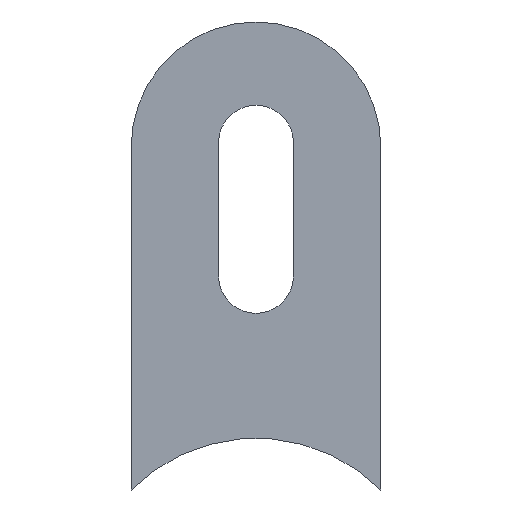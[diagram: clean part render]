
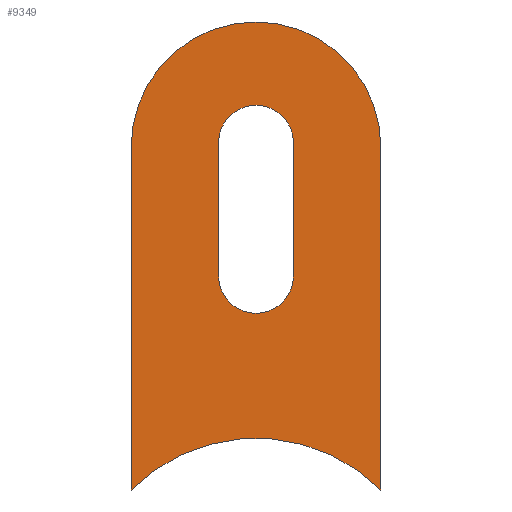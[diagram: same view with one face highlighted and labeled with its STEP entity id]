
A CAD part, left-side view. The second image highlights one B-rep face of the part: STEP entity #9349.
In plain terms, the highlighted planar face has unit normal (-1, 0, 0).
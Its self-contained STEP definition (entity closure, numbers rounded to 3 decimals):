
#71 = DIRECTION ( 'NONE',  ( 1., 0., 0. ) ) ;
#118 = DIRECTION ( 'NONE',  ( 0., 0., 1. ) ) ;
#127 = CIRCLE ( 'NONE', #631, 21.2 ) ;
#307 = ORIENTED_EDGE ( 'NONE', *, *, #10372, .T. ) ;
#347 = VERTEX_POINT ( 'NONE', #3911 ) ;
#378 = DIRECTION ( 'NONE',  ( -1., 0., 0. ) ) ;
#465 = LINE ( 'NONE', #3341, #1571 ) ;
#508 = VERTEX_POINT ( 'NONE', #5056 ) ;
#512 = DIRECTION ( 'NONE',  ( 0., 0., -1. ) ) ;
#562 = CARTESIAN_POINT ( 'NONE',  ( -3., 0., 19.5 ) ) ;
#631 = AXIS2_PLACEMENT_3D ( 'NONE', #9651, #71, #3203 ) ;
#857 = CIRCLE ( 'NONE', #9544, 15. ) ;
#1077 = AXIS2_PLACEMENT_3D ( 'NONE', #3823, #378, #9419 ) ;
#1200 = EDGE_CURVE ( 'NONE', #9409, #8045, #6089, .T. ) ;
#1248 = CARTESIAN_POINT ( 'NONE',  ( -3., -4.5, 35.5 ) ) ;
#1406 = DIRECTION ( 'NONE',  ( 1., 0., 0. ) ) ;
#1549 = CARTESIAN_POINT ( 'NONE',  ( -3., -4.5, 35.5 ) ) ;
#1571 = VECTOR ( 'NONE', #6821, 1000. ) ;
#1771 = ORIENTED_EDGE ( 'NONE', *, *, #3806, .T. ) ;
#2003 = CIRCLE ( 'NONE', #8322, 4.5 ) ;
#2260 = DIRECTION ( 'NONE',  ( 0., 0., -1. ) ) ;
#2505 = LINE ( 'NONE', #1549, #6063 ) ;
#2575 = DIRECTION ( 'NONE',  ( -1., 0., 0. ) ) ;
#2638 = CIRCLE ( 'NONE', #3297, 4.5 ) ;
#2645 = PLANE ( 'NONE',  #4382 ) ;
#2736 = CARTESIAN_POINT ( 'NONE',  ( -3., -15., -6.219 ) ) ;
#2751 = CARTESIAN_POINT ( 'NONE',  ( -3., 4.5, 35.5 ) ) ;
#2772 = ORIENTED_EDGE ( 'NONE', *, *, #5552, .T. ) ;
#2866 = DIRECTION ( 'NONE',  ( 0., 0., 1. ) ) ;
#2980 = EDGE_CURVE ( 'NONE', #6737, #9227, #127, .T. ) ;
#3095 = DIRECTION ( 'NONE',  ( 0., 0., -1. ) ) ;
#3203 = DIRECTION ( 'NONE',  ( 0., 0., -1. ) ) ;
#3205 = VERTEX_POINT ( 'NONE', #10044 ) ;
#3297 = AXIS2_PLACEMENT_3D ( 'NONE', #562, #9391, #6217 ) ;
#3341 = CARTESIAN_POINT ( 'NONE',  ( -3., 15., 35. ) ) ;
#3450 = EDGE_CURVE ( 'NONE', #9152, #4213, #2003, .T. ) ;
#3599 = EDGE_LOOP ( 'NONE', ( #7354, #5336, #1771, #9143, #307 ) ) ;
#3691 = DIRECTION ( 'NONE',  ( 0., 0., 1. ) ) ;
#3720 = EDGE_CURVE ( 'NONE', #9227, #3205, #5823, .T. ) ;
#3806 = EDGE_CURVE ( 'NONE', #4116, #9152, #2638, .T. ) ;
#3823 = CARTESIAN_POINT ( 'NONE',  ( -3., 0., 35. ) ) ;
#3911 = CARTESIAN_POINT ( 'NONE',  ( -3., 15., 35. ) ) ;
#4116 = VERTEX_POINT ( 'NONE', #10054 ) ;
#4213 = VERTEX_POINT ( 'NONE', #9644 ) ;
#4296 = DIRECTION ( 'NONE',  ( 0., 0., 1. ) ) ;
#4382 = AXIS2_PLACEMENT_3D ( 'NONE', #9785, #2575, #2866 ) ;
#4562 = AXIS2_PLACEMENT_3D ( 'NONE', #4693, #1406, #3095 ) ;
#4614 = EDGE_CURVE ( 'NONE', #8045, #4116, #2505, .T. ) ;
#4693 = CARTESIAN_POINT ( 'NONE',  ( -3., 0., 35.5 ) ) ;
#4978 = ORIENTED_EDGE ( 'NONE', *, *, #7081, .T. ) ;
#5047 = VECTOR ( 'NONE', #3691, 1000. ) ;
#5056 = CARTESIAN_POINT ( 'NONE',  ( -3., 0., 50. ) ) ;
#5336 = ORIENTED_EDGE ( 'NONE', *, *, #4614, .T. ) ;
#5552 = EDGE_CURVE ( 'NONE', #3205, #508, #857, .T. ) ;
#5817 = DIRECTION ( 'NONE',  ( -1., 0., 0. ) ) ;
#5823 = LINE ( 'NONE', #6987, #5047 ) ;
#6063 = VECTOR ( 'NONE', #2260, 1000. ) ;
#6089 = CIRCLE ( 'NONE', #4562, 4.5 ) ;
#6090 = ORIENTED_EDGE ( 'NONE', *, *, #3720, .T. ) ;
#6217 = DIRECTION ( 'NONE',  ( 0., 0., -1. ) ) ;
#6236 = ORIENTED_EDGE ( 'NONE', *, *, #2980, .T. ) ;
#6524 = EDGE_LOOP ( 'NONE', ( #6236, #6090, #2772, #4978, #7067 ) ) ;
#6737 = VERTEX_POINT ( 'NONE', #9776 ) ;
#6809 = EDGE_CURVE ( 'NONE', #347, #6737, #465, .T. ) ;
#6821 = DIRECTION ( 'NONE',  ( 0., 0., -1. ) ) ;
#6987 = CARTESIAN_POINT ( 'NONE',  ( -3., -15., 0. ) ) ;
#7007 = CARTESIAN_POINT ( 'NONE',  ( -3., 0., 19.5 ) ) ;
#7067 = ORIENTED_EDGE ( 'NONE', *, *, #6809, .T. ) ;
#7081 = EDGE_CURVE ( 'NONE', #508, #347, #9396, .T. ) ;
#7277 = CARTESIAN_POINT ( 'NONE',  ( -3., 0., 35. ) ) ;
#7354 = ORIENTED_EDGE ( 'NONE', *, *, #1200, .T. ) ;
#7899 = FACE_OUTER_BOUND ( 'NONE', #6524, .T. ) ;
#8045 = VERTEX_POINT ( 'NONE', #1248 ) ;
#8290 = CARTESIAN_POINT ( 'NONE',  ( -3., 0., 15. ) ) ;
#8322 = AXIS2_PLACEMENT_3D ( 'NONE', #7007, #10125, #512 ) ;
#8659 = FACE_BOUND ( 'NONE', #3599, .T. ) ;
#8775 = LINE ( 'NONE', #2751, #9897 ) ;
#9143 = ORIENTED_EDGE ( 'NONE', *, *, #3450, .T. ) ;
#9152 = VERTEX_POINT ( 'NONE', #8290 ) ;
#9154 = CARTESIAN_POINT ( 'NONE',  ( -3., 4.5, 35.5 ) ) ;
#9227 = VERTEX_POINT ( 'NONE', #2736 ) ;
#9349 = ADVANCED_FACE ( 'NONE', ( #7899, #8659 ), #2645, .T. ) ;
#9391 = DIRECTION ( 'NONE',  ( 1., 0., 0. ) ) ;
#9396 = CIRCLE ( 'NONE', #1077, 15. ) ;
#9409 = VERTEX_POINT ( 'NONE', #9154 ) ;
#9419 = DIRECTION ( 'NONE',  ( 0., 0., 1. ) ) ;
#9544 = AXIS2_PLACEMENT_3D ( 'NONE', #7277, #5817, #118 ) ;
#9644 = CARTESIAN_POINT ( 'NONE',  ( -3., 4.5, 19.5 ) ) ;
#9651 = CARTESIAN_POINT ( 'NONE',  ( -3., 0., -21.2 ) ) ;
#9776 = CARTESIAN_POINT ( 'NONE',  ( -3., 15., -6.219 ) ) ;
#9785 = CARTESIAN_POINT ( 'NONE',  ( -3., 0., 35. ) ) ;
#9897 = VECTOR ( 'NONE', #4296, 1000. ) ;
#10044 = CARTESIAN_POINT ( 'NONE',  ( -3., -15., 35. ) ) ;
#10054 = CARTESIAN_POINT ( 'NONE',  ( -3., -4.5, 19.5 ) ) ;
#10125 = DIRECTION ( 'NONE',  ( 1., 0., 0. ) ) ;
#10372 = EDGE_CURVE ( 'NONE', #4213, #9409, #8775, .T. ) ;
